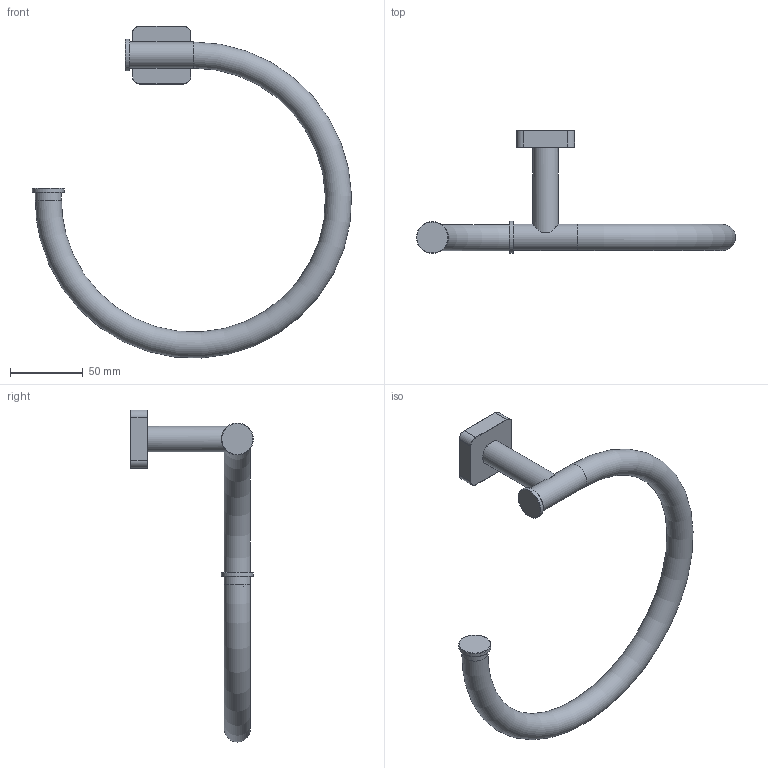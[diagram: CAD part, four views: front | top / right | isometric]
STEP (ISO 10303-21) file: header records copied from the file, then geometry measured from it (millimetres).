
FILE_DESCRIPTION(/* description */ ('Unknown'),/* implementation_level */ '2;1');
FILE_NAME(/* name */ 'GLA08',/* time_stamp */ '2021-07-21T17:12:22+02:00',/* author */ ('Unknown'),/* organization */ ('Unknown'),/* preprocessor_version */ 'ST-DEVELOPER v16.7',/* originating_system */ 'DEX',/* authorisation */ $);
FILE_SCHEMA (('AUTOMOTIVE_DESIGN {1 0 10303 214 3 1 1}'));
Length unit declared in the file: millimetre
Products named in the file (7): GLA08-00; GLA08-001; GLA01-01; CBA04-01; CBA08-01; CBA03-02; CBA03-03
Assembly tree (8 placements, depth 3):
  GLA08-00
    GLA08-001
      GLA01-01
      CBA04-01
      CBA08-01
      CBA03-02  x2
      CBA03-03  x2
Bounding box: 219.96 x 84.5 x 228.84 mm (x, y, z)
Volume: 72816.9 mm3; surface area: 68009.6 mm2
Topology: 7 solids, 7 shells, 95 faces, 200 edges, 123 vertices
Faces by surface type: cylinder 39, plane 23, torus 17, cone 14, bspline 2
Full cylindrical faces by diameter (mm): 3.242 x1, 4.234 x1, 4.917 x4, 6 x1, 6.2 x1, 12 x2, 13 x1, 14 x1, 16 x6, 17 x1, 17.5 x1, 18 x2, 22 x2
Entity records: 2260 total; most frequent: CARTESIAN_POINT 570, DIRECTION 360, ORIENTED_EDGE 228, AXIS2_PLACEMENT_3D 167, FACE_BOUND 130, EDGE_LOOP 128, EDGE_CURVE 114, VERTEX_POINT 88
